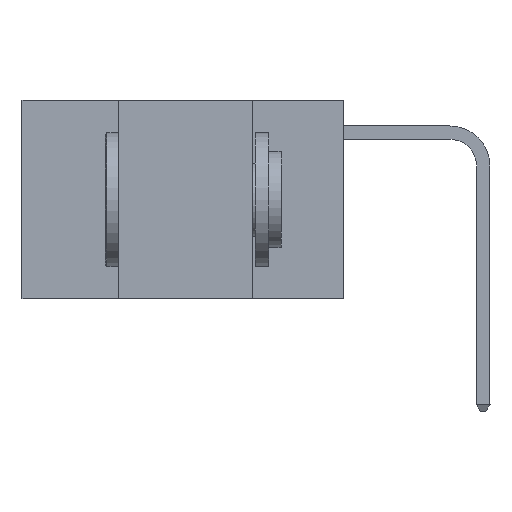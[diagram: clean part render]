
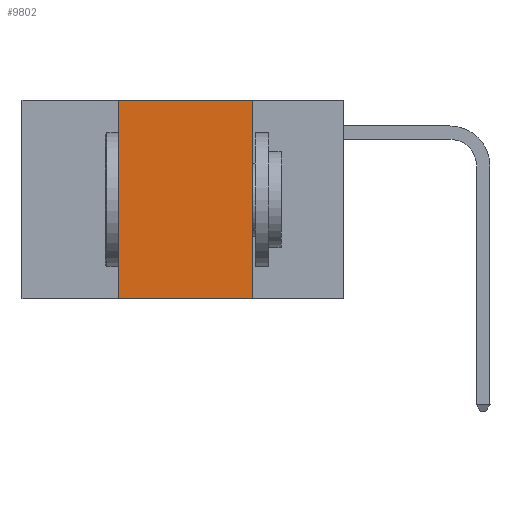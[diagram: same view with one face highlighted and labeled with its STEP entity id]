
A CAD part, left-side view. The second image highlights one B-rep face of the part: STEP entity #9802.
In plain terms, the highlighted planar face has unit normal (-1, 0, 0).
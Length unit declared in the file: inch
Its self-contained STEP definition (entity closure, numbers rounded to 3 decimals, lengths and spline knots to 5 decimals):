
#176 = EDGE_LOOP ( 'NONE', ( #8383, #23167, #20791, #5581 ) ) ;
#193 = CARTESIAN_POINT ( 'NONE',  ( 0., 0.17, 0. ) ) ;
#2444 = CARTESIAN_POINT ( 'NONE',  ( 0., 0.42, 0. ) ) ;
#3654 = LINE ( 'NONE', #12267, #8505 ) ;
#4499 = DIRECTION ( 'NONE',  ( 0., -1., 0. ) ) ;
#5017 = VERTEX_POINT ( 'NONE', #12698 ) ;
#5244 = PLANE ( 'NONE',  #19125 ) ;
#5581 = ORIENTED_EDGE ( 'NONE', *, *, #7562, .T. ) ;
#7562 = EDGE_CURVE ( 'NONE', #15962, #5017, #24722, .T. ) ;
#7729 = CARTESIAN_POINT ( 'NONE',  ( 0., 0.17, 0. ) ) ;
#8383 = ORIENTED_EDGE ( 'NONE', *, *, #12240, .F. ) ;
#8505 = VECTOR ( 'NONE', #14356, 39.37008 ) ;
#8750 = VECTOR ( 'NONE', #19749, 39.37008 ) ;
#8892 = VERTEX_POINT ( 'NONE', #2444 ) ;
#9407 = DIRECTION ( 'NONE',  ( 0., 0., -1. ) ) ;
#9419 = LINE ( 'NONE', #17754, #8750 ) ;
#9454 = FACE_OUTER_BOUND ( 'NONE', #176, .T. ) ;
#9802 = ADVANCED_FACE ( 'NONE', ( #9454 ), #5244, .F. ) ;
#11786 = LINE ( 'NONE', #193, #21343 ) ;
#12240 = EDGE_CURVE ( 'NONE', #15645, #5017, #11786, .T. ) ;
#12267 = CARTESIAN_POINT ( 'NONE',  ( 0., 0.42, 0. ) ) ;
#12698 = CARTESIAN_POINT ( 'NONE',  ( 0., 0.17, -0.37 ) ) ;
#14356 = DIRECTION ( 'NONE',  ( 0., 0., 1. ) ) ;
#15645 = VERTEX_POINT ( 'NONE', #7729 ) ;
#15962 = VERTEX_POINT ( 'NONE', #16916 ) ;
#16916 = CARTESIAN_POINT ( 'NONE',  ( 0., 0.42, -0.37 ) ) ;
#17394 = EDGE_CURVE ( 'NONE', #8892, #15645, #9419, .T. ) ;
#17754 = CARTESIAN_POINT ( 'NONE',  ( 0., 0.6, 0. ) ) ;
#18911 = CARTESIAN_POINT ( 'NONE',  ( 0., 0.6, -0.37 ) ) ;
#19125 = AXIS2_PLACEMENT_3D ( 'NONE', #19607, #21625, #9407 ) ;
#19607 = CARTESIAN_POINT ( 'NONE',  ( 0., 0.6, 0. ) ) ;
#19749 = DIRECTION ( 'NONE',  ( 0., -1., 0. ) ) ;
#20791 = ORIENTED_EDGE ( 'NONE', *, *, #22356, .F. ) ;
#21343 = VECTOR ( 'NONE', #22759, 39.37008 ) ;
#21625 = DIRECTION ( 'NONE',  ( 1., 0., 0. ) ) ;
#22356 = EDGE_CURVE ( 'NONE', #15962, #8892, #3654, .T. ) ;
#22759 = DIRECTION ( 'NONE',  ( 0., 0., -1. ) ) ;
#23167 = ORIENTED_EDGE ( 'NONE', *, *, #17394, .F. ) ;
#24122 = VECTOR ( 'NONE', #4499, 39.37008 ) ;
#24722 = LINE ( 'NONE', #18911, #24122 ) ;
